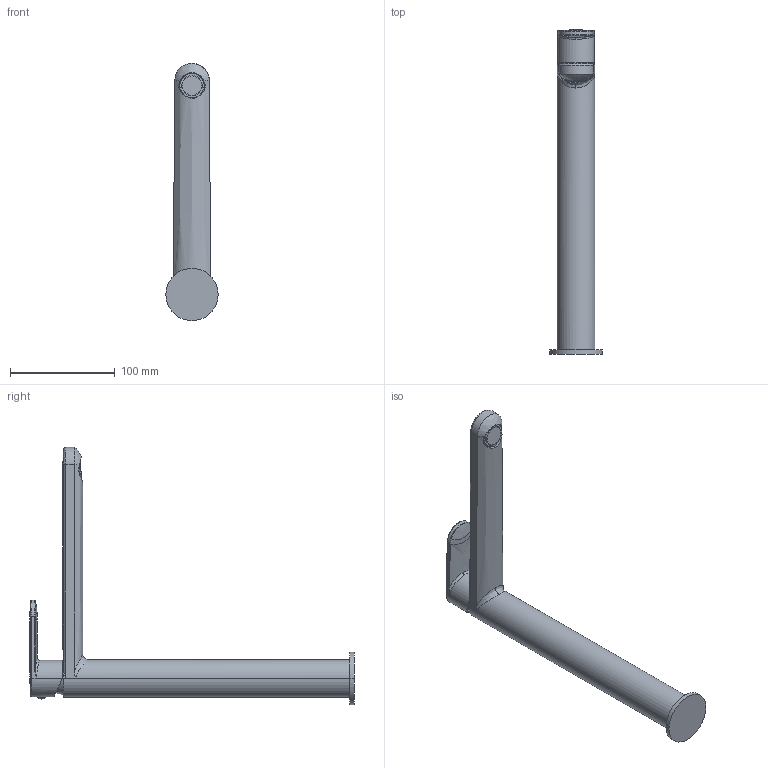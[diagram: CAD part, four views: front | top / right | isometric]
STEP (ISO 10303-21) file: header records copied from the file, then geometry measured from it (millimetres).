
FILE_DESCRIPTION((''),'2;1');
FILE_NAME('CA081CR','2021-01-13T12:47:04',('ut3'),('PAFFONI SpA'),'CREO PARAMETRIC BY PTC INC, 2020044','CREO PARAMETRIC BY PTC INC, 2020044','');
FILE_SCHEMA(('CONFIG_CONTROL_DESIGN','SHAPE_APPEARANCE_LAYERS_GROUPS'));
Length unit declared in the file: millimetre
Products named in the file (1): CA081CR
Bounding box: 50 x 310.12 x 246 mm (x, y, z)
Volume: 421949.5 mm3; surface area: 69619.2 mm2
Topology: 2 solids, 2 shells, 182 faces, 451 edges, 276 vertices
Faces by surface type: plane 61, cylinder 58, bspline 44, cone 17, sphere 2
Entity records: 11247 total; most frequent: CARTESIAN_POINT 5893, ORIENTED_EDGE 896, DIRECTION 739, EDGE_CURVE 448, AXIS2_PLACEMENT_3D 278, VERTEX_POINT 276, EDGE_LOOP 198, VECTOR 183
